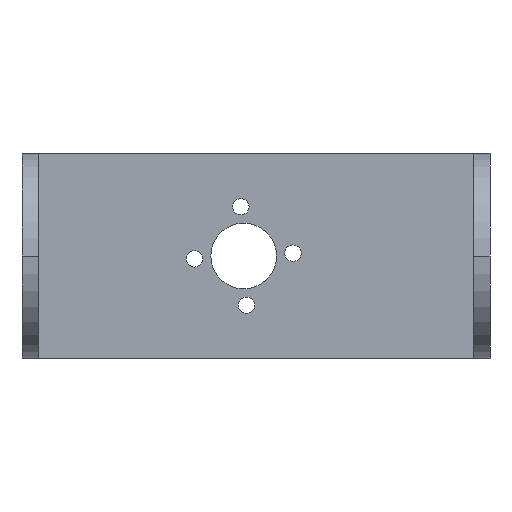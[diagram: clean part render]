
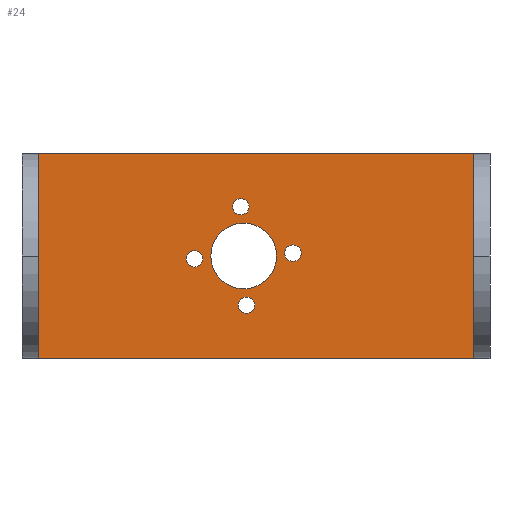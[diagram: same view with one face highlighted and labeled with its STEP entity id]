
A CAD part, front view. The second image highlights one B-rep face of the part: STEP entity #24.
In plain terms, the highlighted planar face has unit normal (0, -1, 0).
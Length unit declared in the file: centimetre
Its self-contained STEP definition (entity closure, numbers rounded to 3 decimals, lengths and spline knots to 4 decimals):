
#6 = CARTESIAN_POINT ( 'NONE',  ( -5.5271, 4.339, 1.95 ) ) ;
#8 = AXIS2_PLACEMENT_3D ( 'NONE', #359, #937, #480 ) ;
#13 = CARTESIAN_POINT ( 'NONE',  ( -4.8926, 4.339, 1.3845 ) ) ;
#24 = ADVANCED_FACE ( 'NONE', ( #391, #990, #490, #1242, #209, #1207 ), #1413, .F. ) ;
#37 = VECTOR ( 'NONE', #1205, 100. ) ;
#49 = DIRECTION ( 'NONE',  ( 0., 0., 1. ) ) ;
#67 = CIRCLE ( 'NONE', #1122, 0.1 ) ;
#68 = CARTESIAN_POINT ( 'NONE',  ( -4.8926, 4.339, 1.2845 ) ) ;
#69 = AXIS2_PLACEMENT_3D ( 'NONE', #1450, #717, #1124 ) ;
#75 = ORIENTED_EDGE ( 'NONE', *, *, #326, .T. ) ;
#99 = AXIS2_PLACEMENT_3D ( 'NONE', #566, #1285, #1161 ) ;
#119 = EDGE_CURVE ( 'NONE', #1452, #850, #1170, .T. ) ;
#164 = EDGE_CURVE ( 'NONE', #280, #270, #1266, .T. ) ;
#175 = CARTESIAN_POINT ( 'NONE',  ( -5.5271, 4.339, 1.85 ) ) ;
#177 = ORIENTED_EDGE ( 'NONE', *, *, #1364, .T. ) ;
#193 = ORIENTED_EDGE ( 'NONE', *, *, #119, .T. ) ;
#202 = CARTESIAN_POINT ( 'NONE',  ( -2.6926, 4.339, 2.5 ) ) ;
#209 = FACE_BOUND ( 'NONE', #663, .T. ) ;
#219 = DIRECTION ( 'NONE',  ( 1., 0., 0. ) ) ;
#228 = VERTEX_POINT ( 'NONE', #13 ) ;
#257 = CARTESIAN_POINT ( 'NONE',  ( -4.8926, 4.339, 1.1845 ) ) ;
#270 = VERTEX_POINT ( 'NONE', #6 ) ;
#275 = EDGE_CURVE ( 'NONE', #1193, #667, #914, .T. ) ;
#280 = VERTEX_POINT ( 'NONE', #514 ) ;
#285 = CARTESIAN_POINT ( 'NONE',  ( -6.0926, 4.339, 1.2155 ) ) ;
#291 = AXIS2_PLACEMENT_3D ( 'NONE', #285, #1104, #1226 ) ;
#301 = VERTEX_POINT ( 'NONE', #1007 ) ;
#304 = ORIENTED_EDGE ( 'NONE', *, *, #655, .T. ) ;
#326 = EDGE_CURVE ( 'NONE', #270, #280, #1521, .T. ) ;
#344 = EDGE_CURVE ( 'NONE', #675, #585, #669, .T. ) ;
#359 = CARTESIAN_POINT ( 'NONE',  ( -5.5271, 4.339, 1.85 ) ) ;
#372 = AXIS2_PLACEMENT_3D ( 'NONE', #175, #752, #49 ) ;
#379 = EDGE_CURVE ( 'NONE', #1452, #675, #454, .T. ) ;
#390 = EDGE_CURVE ( 'NONE', #301, #1350, #769, .T. ) ;
#391 = FACE_BOUND ( 'NONE', #498, .T. ) ;
#420 = CARTESIAN_POINT ( 'NONE',  ( -5.4926, 4.339, 0.85 ) ) ;
#433 = ORIENTED_EDGE ( 'NONE', *, *, #1231, .T. ) ;
#438 = ORIENTED_EDGE ( 'NONE', *, *, #164, .T. ) ;
#444 = CARTESIAN_POINT ( 'NONE',  ( -7.9926, 4.339, 2.5 ) ) ;
#454 = LINE ( 'NONE', #1475, #1451 ) ;
#459 = CARTESIAN_POINT ( 'NONE',  ( -5.4581, 4.339, 0.65 ) ) ;
#473 = AXIS2_PLACEMENT_3D ( 'NONE', #444, #1178, #1165 ) ;
#480 = DIRECTION ( 'NONE',  ( 0., 0., 1. ) ) ;
#490 = FACE_BOUND ( 'NONE', #1034, .T. ) ;
#498 = EDGE_LOOP ( 'NONE', ( #75, #438 ) ) ;
#504 = CARTESIAN_POINT ( 'NONE',  ( -6.0926, 4.339, 1.2155 ) ) ;
#506 = LINE ( 'NONE', #579, #1143 ) ;
#514 = CARTESIAN_POINT ( 'NONE',  ( -5.5271, 4.339, 1.75 ) ) ;
#534 = AXIS2_PLACEMENT_3D ( 'NONE', #68, #901, #796 ) ;
#538 = VECTOR ( 'NONE', #1237, 100. ) ;
#551 = AXIS2_PLACEMENT_3D ( 'NONE', #1141, #774, #1504 ) ;
#561 = DIRECTION ( 'NONE',  ( 0., 0., 1. ) ) ;
#564 = CARTESIAN_POINT ( 'NONE',  ( -5.4926, 4.339, 1.65 ) ) ;
#566 = CARTESIAN_POINT ( 'NONE',  ( -4.8926, 4.339, 1.2845 ) ) ;
#579 = CARTESIAN_POINT ( 'NONE',  ( -7.9926, 4.339, 0. ) ) ;
#585 = VERTEX_POINT ( 'NONE', #1140 ) ;
#612 = ORIENTED_EDGE ( 'NONE', *, *, #919, .T. ) ;
#622 = DIRECTION ( 'NONE',  ( 0., 0., 1. ) ) ;
#648 = EDGE_CURVE ( 'NONE', #667, #1193, #1028, .T. ) ;
#655 = EDGE_CURVE ( 'NONE', #999, #228, #1410, .T. ) ;
#656 = AXIS2_PLACEMENT_3D ( 'NONE', #1523, #1275, #561 ) ;
#663 = EDGE_LOOP ( 'NONE', ( #825, #721 ) ) ;
#667 = VERTEX_POINT ( 'NONE', #420 ) ;
#669 = LINE ( 'NONE', #764, #538 ) ;
#675 = VERTEX_POINT ( 'NONE', #202 ) ;
#695 = CARTESIAN_POINT ( 'NONE',  ( -7.9926, 4.339, 0. ) ) ;
#717 = DIRECTION ( 'NONE',  ( 0., 1., 0. ) ) ;
#721 = ORIENTED_EDGE ( 'NONE', *, *, #648, .T. ) ;
#752 = DIRECTION ( 'NONE',  ( 0., 1., 0. ) ) ;
#764 = CARTESIAN_POINT ( 'NONE',  ( -2.6926, 4.339, 2.5 ) ) ;
#769 = CIRCLE ( 'NONE', #551, 0.1 ) ;
#774 = DIRECTION ( 'NONE',  ( 0., 1., 0. ) ) ;
#796 = DIRECTION ( 'NONE',  ( 0., 0., 1. ) ) ;
#817 = CARTESIAN_POINT ( 'NONE',  ( -7.9926, 4.339, 2.5 ) ) ;
#825 = ORIENTED_EDGE ( 'NONE', *, *, #275, .T. ) ;
#832 = EDGE_CURVE ( 'NONE', #1350, #301, #967, .T. ) ;
#848 = AXIS2_PLACEMENT_3D ( 'NONE', #459, #1061, #1417 ) ;
#850 = VERTEX_POINT ( 'NONE', #695 ) ;
#880 = DIRECTION ( 'NONE',  ( 1., 0., 0. ) ) ;
#891 = CIRCLE ( 'NONE', #291, 0.1 ) ;
#901 = DIRECTION ( 'NONE',  ( 0., 1., 0. ) ) ;
#914 = CIRCLE ( 'NONE', #69, 0.4 ) ;
#919 = EDGE_CURVE ( 'NONE', #1031, #1376, #67, .T. ) ;
#937 = DIRECTION ( 'NONE',  ( 0., 1., 0. ) ) ;
#953 = ORIENTED_EDGE ( 'NONE', *, *, #379, .F. ) ;
#967 = CIRCLE ( 'NONE', #848, 0.1 ) ;
#986 = CARTESIAN_POINT ( 'NONE',  ( -6.0926, 4.339, 1.1155 ) ) ;
#990 = FACE_BOUND ( 'NONE', #1074, .T. ) ;
#999 = VERTEX_POINT ( 'NONE', #257 ) ;
#1007 = CARTESIAN_POINT ( 'NONE',  ( -5.4581, 4.339, 0.75 ) ) ;
#1028 = CIRCLE ( 'NONE', #656, 0.4 ) ;
#1031 = VERTEX_POINT ( 'NONE', #986 ) ;
#1033 = EDGE_LOOP ( 'NONE', ( #1395, #612 ) ) ;
#1034 = EDGE_LOOP ( 'NONE', ( #1149, #1114 ) ) ;
#1053 = EDGE_LOOP ( 'NONE', ( #177, #1503, #953, #193 ) ) ;
#1056 = CARTESIAN_POINT ( 'NONE',  ( -5.4581, 4.339, 0.55 ) ) ;
#1061 = DIRECTION ( 'NONE',  ( 0., 1., 0. ) ) ;
#1074 = EDGE_LOOP ( 'NONE', ( #433, #304 ) ) ;
#1089 = EDGE_CURVE ( 'NONE', #1376, #1031, #891, .T. ) ;
#1096 = CARTESIAN_POINT ( 'NONE',  ( -7.9926, 4.339, 2.5 ) ) ;
#1104 = DIRECTION ( 'NONE',  ( 0., 1., 0. ) ) ;
#1114 = ORIENTED_EDGE ( 'NONE', *, *, #832, .T. ) ;
#1122 = AXIS2_PLACEMENT_3D ( 'NONE', #504, #1341, #622 ) ;
#1124 = DIRECTION ( 'NONE',  ( 0., 0., 1. ) ) ;
#1140 = CARTESIAN_POINT ( 'NONE',  ( -2.6926, 4.339, 0. ) ) ;
#1141 = CARTESIAN_POINT ( 'NONE',  ( -5.4581, 4.339, 0.65 ) ) ;
#1143 = VECTOR ( 'NONE', #219, 100. ) ;
#1149 = ORIENTED_EDGE ( 'NONE', *, *, #390, .T. ) ;
#1161 = DIRECTION ( 'NONE',  ( 0., 0., 1. ) ) ;
#1165 = DIRECTION ( 'NONE',  ( 0., 0., 1. ) ) ;
#1170 = LINE ( 'NONE', #817, #37 ) ;
#1178 = DIRECTION ( 'NONE',  ( 0., 1., 0. ) ) ;
#1193 = VERTEX_POINT ( 'NONE', #564 ) ;
#1205 = DIRECTION ( 'NONE',  ( 0., 0., -1. ) ) ;
#1207 = FACE_OUTER_BOUND ( 'NONE', #1053, .T. ) ;
#1226 = DIRECTION ( 'NONE',  ( 0., 0., 1. ) ) ;
#1231 = EDGE_CURVE ( 'NONE', #228, #999, #1309, .T. ) ;
#1237 = DIRECTION ( 'NONE',  ( 0., 0., -1. ) ) ;
#1242 = FACE_BOUND ( 'NONE', #1033, .T. ) ;
#1266 = CIRCLE ( 'NONE', #8, 0.1 ) ;
#1275 = DIRECTION ( 'NONE',  ( 0., 1., 0. ) ) ;
#1285 = DIRECTION ( 'NONE',  ( 0., 1., 0. ) ) ;
#1306 = CARTESIAN_POINT ( 'NONE',  ( -6.0926, 4.339, 1.3155 ) ) ;
#1309 = CIRCLE ( 'NONE', #534, 0.1 ) ;
#1341 = DIRECTION ( 'NONE',  ( 0., 1., 0. ) ) ;
#1350 = VERTEX_POINT ( 'NONE', #1056 ) ;
#1364 = EDGE_CURVE ( 'NONE', #850, #585, #506, .T. ) ;
#1376 = VERTEX_POINT ( 'NONE', #1306 ) ;
#1395 = ORIENTED_EDGE ( 'NONE', *, *, #1089, .T. ) ;
#1410 = CIRCLE ( 'NONE', #99, 0.1 ) ;
#1413 = PLANE ( 'NONE',  #473 ) ;
#1417 = DIRECTION ( 'NONE',  ( 0., 0., 1. ) ) ;
#1450 = CARTESIAN_POINT ( 'NONE',  ( -5.4926, 4.339, 1.25 ) ) ;
#1451 = VECTOR ( 'NONE', #880, 100. ) ;
#1452 = VERTEX_POINT ( 'NONE', #1096 ) ;
#1475 = CARTESIAN_POINT ( 'NONE',  ( -7.9926, 4.339, 2.5 ) ) ;
#1503 = ORIENTED_EDGE ( 'NONE', *, *, #344, .F. ) ;
#1504 = DIRECTION ( 'NONE',  ( 0., 0., 1. ) ) ;
#1521 = CIRCLE ( 'NONE', #372, 0.1 ) ;
#1523 = CARTESIAN_POINT ( 'NONE',  ( -5.4926, 4.339, 1.25 ) ) ;
